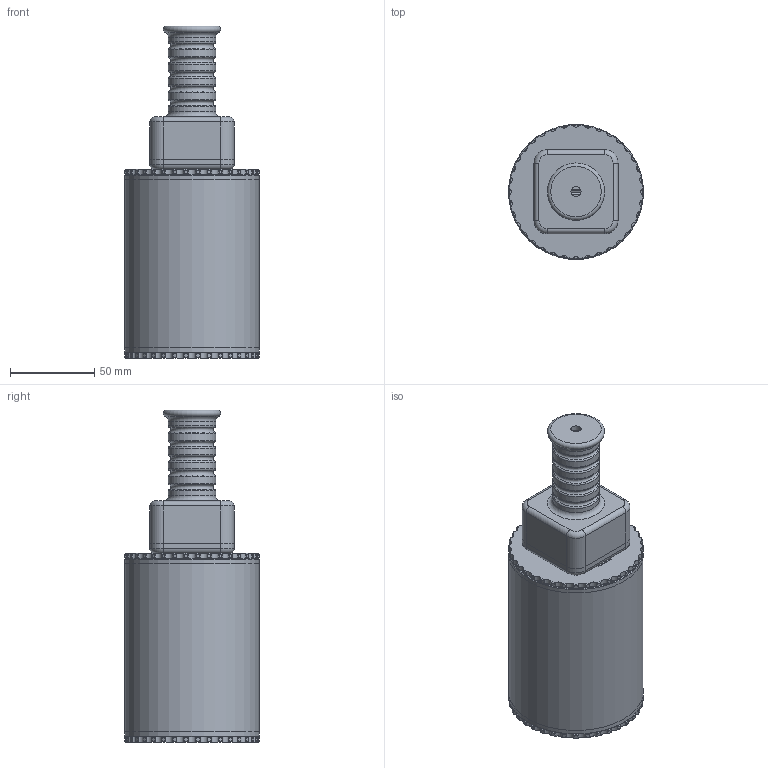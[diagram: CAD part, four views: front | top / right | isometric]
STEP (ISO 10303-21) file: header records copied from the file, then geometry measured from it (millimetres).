
FILE_DESCRIPTION(/* description */ ('','CAx-IF Rec.Pracs.---Representation and Presentation of Product Manufacturing Information (PMI)---4.0---2014-10-13'),/* implementation_level */ '2;1');
FILE_NAME(/* name */ '',/* time_stamp */ '2025-01-22T15:25:38+08:00',/* author */ (''),/* organization */ (''),/* preprocessor_version */ 'ST-DEVELOPER v20',/* originating_system */ 'Autodesk Translation Framework v13.20.0.188',/* authorisation */ '');
FILE_SCHEMA (('AP242_MANAGED_MODEL_BASED_3D_ENGINEERING_MIM_LF { 1 0 10303 442 1 1 4 }'));
Length unit declared in the file: millimetre
Products named in the file (3): 电子鼻展示结构; 探头; 被测容器
Assembly tree (2 placements, depth 2):
  电子鼻展示结构
    探头
    被测容器
Bounding box: 80 x 80 x 197.23 mm (x, y, z)
Volume: 266892.3 mm3; surface area: 148772.8 mm2
Topology: 13 solids, 13 shells, 1098 faces, 3125 edges, 2033 vertices
Faces by surface type: cylinder 552, plane 308, cone 160, torus 40, sphere 24, bspline 14
Full cylindrical faces by diameter (mm): 2 x8, 2.2 x8, 2.6 x2, 2.9 x4, 3 x4, 3.2 x4, 4.8 x4, 6 x5, 20 x1, 28 x6, 60 x1, 69.4 x2, 70.6 x2, 74.2 x2, 74.4 x1, 80 x3
Entity records: 42587 total; most frequent: CARTESIAN_POINT 14296, ORIENTED_EDGE 6242, DIRECTION 5659, EDGE_CURVE 3121, AXIS2_PLACEMENT_3D 2177, VERTEX_POINT 2033, LINE 1305, VECTOR 1305
